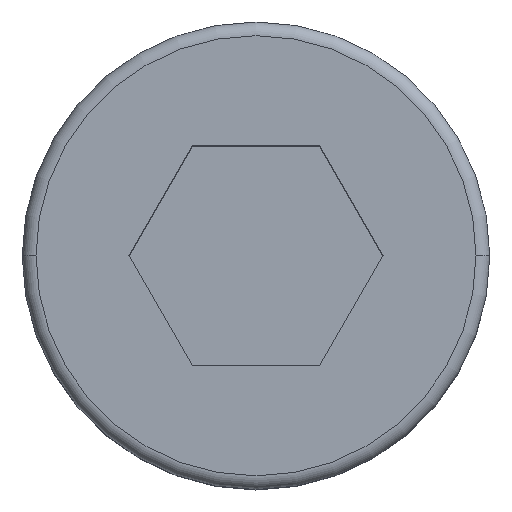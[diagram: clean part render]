
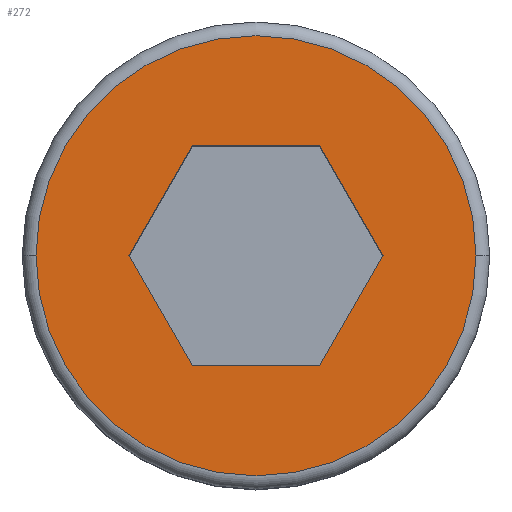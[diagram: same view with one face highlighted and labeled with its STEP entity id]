
A CAD part, top view. The second image highlights one B-rep face of the part: STEP entity #272.
In plain terms, the highlighted planar face has unit normal (0, 0, 1).
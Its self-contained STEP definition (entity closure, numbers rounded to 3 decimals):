
#11 = VERTEX_POINT ( 'NONE', #61 ) ;
#13 = CARTESIAN_POINT ( 'NONE',  ( -2.309, 0., 5. ) ) ;
#14 = ORIENTED_EDGE ( 'NONE', *, *, #418, .F. ) ;
#38 = DIRECTION ( 'NONE',  ( 0.5, -0.866, 0. ) ) ;
#42 = CARTESIAN_POINT ( 'NONE',  ( -1.155, 2., 5. ) ) ;
#45 = ORIENTED_EDGE ( 'NONE', *, *, #474, .F. ) ;
#46 = AXIS2_PLACEMENT_3D ( 'NONE', #249, #114, #125 ) ;
#60 = LINE ( 'NONE', #589, #590 ) ;
#61 = CARTESIAN_POINT ( 'NONE',  ( 2.309, 0., 5. ) ) ;
#73 = CARTESIAN_POINT ( 'NONE',  ( 1.155, 2., 5. ) ) ;
#74 = EDGE_CURVE ( 'NONE', #186, #493, #274, .T. ) ;
#75 = CARTESIAN_POINT ( 'NONE',  ( -1.155, 2., 5. ) ) ;
#114 = DIRECTION ( 'NONE',  ( 0., 0., 1. ) ) ;
#125 = DIRECTION ( 'NONE',  ( 1., 0., 0. ) ) ;
#137 = ORIENTED_EDGE ( 'NONE', *, *, #406, .T. ) ;
#139 = CARTESIAN_POINT ( 'NONE',  ( -2.309, 0., 5. ) ) ;
#141 = VECTOR ( 'NONE', #526, 1000. ) ;
#144 = CARTESIAN_POINT ( 'NONE',  ( 0., 0., 5. ) ) ;
#148 = VERTEX_POINT ( 'NONE', #75 ) ;
#152 = VERTEX_POINT ( 'NONE', #545 ) ;
#182 = EDGE_CURVE ( 'NONE', #11, #324, #184, .T. ) ;
#184 = LINE ( 'NONE', #520, #141 ) ;
#185 = VECTOR ( 'NONE', #38, 1000. ) ;
#186 = VERTEX_POINT ( 'NONE', #278 ) ;
#188 = FACE_OUTER_BOUND ( 'NONE', #195, .T. ) ;
#190 = ORIENTED_EDGE ( 'NONE', *, *, #586, .F. ) ;
#195 = EDGE_LOOP ( 'NONE', ( #137, #476 ) ) ;
#206 = CARTESIAN_POINT ( 'NONE',  ( 1.155, 2., 5. ) ) ;
#249 = CARTESIAN_POINT ( 'NONE',  ( 0., 0., 5. ) ) ;
#255 = EDGE_CURVE ( 'NONE', #148, #286, #554, .T. ) ;
#272 = ADVANCED_FACE ( 'NONE', ( #517, #188 ), #514, .T. ) ;
#274 = CIRCLE ( 'NONE', #481, 4. ) ;
#275 = CIRCLE ( 'NONE', #46, 4. ) ;
#278 = CARTESIAN_POINT ( 'NONE',  ( -4., 0., 5. ) ) ;
#286 = VERTEX_POINT ( 'NONE', #13 ) ;
#320 = VECTOR ( 'NONE', #413, 1000. ) ;
#321 = VECTOR ( 'NONE', #352, 1000. ) ;
#324 = VERTEX_POINT ( 'NONE', #206 ) ;
#327 = EDGE_LOOP ( 'NONE', ( #571, #45, #14, #190, #337, #420 ) ) ;
#337 = ORIENTED_EDGE ( 'NONE', *, *, #255, .F. ) ;
#352 = DIRECTION ( 'NONE',  ( -1., 0., 0. ) ) ;
#401 = LINE ( 'NONE', #592, #579 ) ;
#404 = DIRECTION ( 'NONE',  ( 1., 0., 0. ) ) ;
#406 = EDGE_CURVE ( 'NONE', #493, #186, #275, .T. ) ;
#413 = DIRECTION ( 'NONE',  ( -0.5, -0.866, 0. ) ) ;
#418 = EDGE_CURVE ( 'NONE', #152, #531, #60, .T. ) ;
#420 = ORIENTED_EDGE ( 'NONE', *, *, #515, .F. ) ;
#425 = DIRECTION ( 'NONE',  ( 1., 0., 0. ) ) ;
#427 = AXIS2_PLACEMENT_3D ( 'NONE', #144, #561, #425 ) ;
#443 = CARTESIAN_POINT ( 'NONE',  ( 4., 0., 5. ) ) ;
#451 = DIRECTION ( 'NONE',  ( 0., 0., 1. ) ) ;
#465 = LINE ( 'NONE', #139, #185 ) ;
#474 = EDGE_CURVE ( 'NONE', #531, #11, #401, .T. ) ;
#476 = ORIENTED_EDGE ( 'NONE', *, *, #74, .T. ) ;
#481 = AXIS2_PLACEMENT_3D ( 'NONE', #508, #451, #549 ) ;
#493 = VERTEX_POINT ( 'NONE', #443 ) ;
#497 = DIRECTION ( 'NONE',  ( 0.5, 0.866, 0. ) ) ;
#508 = CARTESIAN_POINT ( 'NONE',  ( 0., 0., 5. ) ) ;
#514 = PLANE ( 'NONE',  #427 ) ;
#515 = EDGE_CURVE ( 'NONE', #324, #148, #539, .T. ) ;
#517 = FACE_BOUND ( 'NONE', #327, .T. ) ;
#520 = CARTESIAN_POINT ( 'NONE',  ( 2.309, 0., 5. ) ) ;
#526 = DIRECTION ( 'NONE',  ( -0.5, 0.866, 0. ) ) ;
#531 = VERTEX_POINT ( 'NONE', #594 ) ;
#539 = LINE ( 'NONE', #73, #321 ) ;
#545 = CARTESIAN_POINT ( 'NONE',  ( -1.155, -2., 5. ) ) ;
#549 = DIRECTION ( 'NONE',  ( 1., 0., 0. ) ) ;
#554 = LINE ( 'NONE', #42, #320 ) ;
#561 = DIRECTION ( 'NONE',  ( 0., 0., 1. ) ) ;
#571 = ORIENTED_EDGE ( 'NONE', *, *, #182, .F. ) ;
#579 = VECTOR ( 'NONE', #497, 1000. ) ;
#586 = EDGE_CURVE ( 'NONE', #286, #152, #465, .T. ) ;
#589 = CARTESIAN_POINT ( 'NONE',  ( -1.155, -2., 5. ) ) ;
#590 = VECTOR ( 'NONE', #404, 1000. ) ;
#592 = CARTESIAN_POINT ( 'NONE',  ( 1.155, -2., 5. ) ) ;
#594 = CARTESIAN_POINT ( 'NONE',  ( 1.155, -2., 5. ) ) ;
